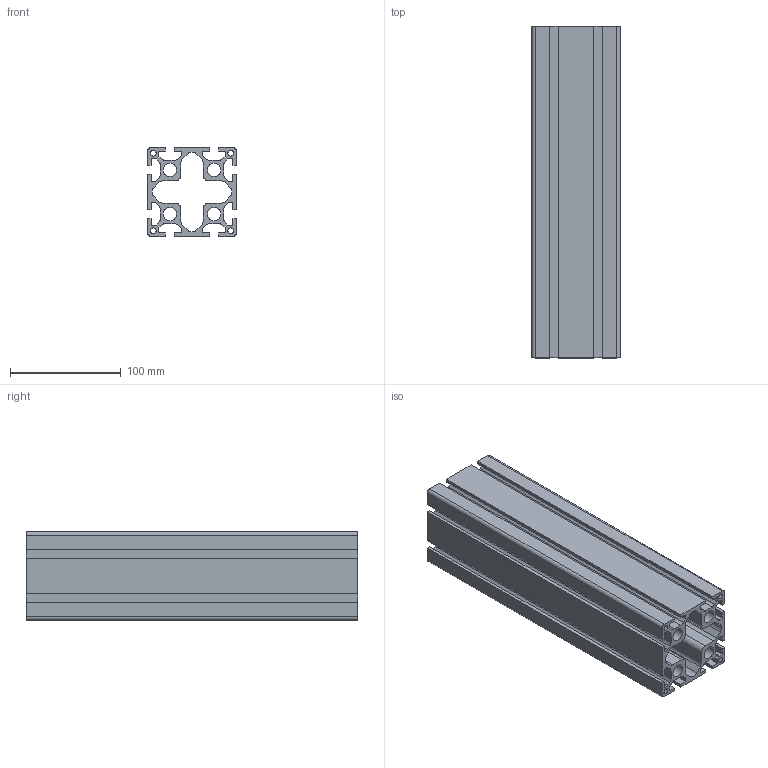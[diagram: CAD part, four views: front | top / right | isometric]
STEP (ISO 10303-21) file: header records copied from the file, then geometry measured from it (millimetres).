
FILE_DESCRIPTION (( 'STEP AP214' ), '1' );
FILE_NAME ('1727981077323.step', '2024-10-03T18:44:42', ( 'Windows User' ), ( '' ), 'SwSTEP 2.0', 'SolidWorks 2011', '' );
FILE_SCHEMA (( 'AUTOMOTIVE_DESIGN' ));
Length unit declared in the file: millimetre
Products named in the file (2): 1.11.080080.83Sx300.00(1); 1727981077323
Assembly tree (1 placements, depth 2):
  1727981077323
    1.11.080080.83Sx300.00(1)
Bounding box: 80 x 300 x 80 mm (x, y, z)
Volume: 643440.9 mm3; surface area: 337536.1 mm2
Topology: 1 solids, 1 shells, 175 faces, 519 edges, 346 vertices
Faces by surface type: plane 102, cylinder 73
Entity records: 5981 total; most frequent: CARTESIAN_POINT 1044, ORIENTED_EDGE 1038, DIRECTION 1023, EDGE_CURVE 519, LINE 373, VECTOR 373, VERTEX_POINT 346, AXIS2_PLACEMENT_3D 325
